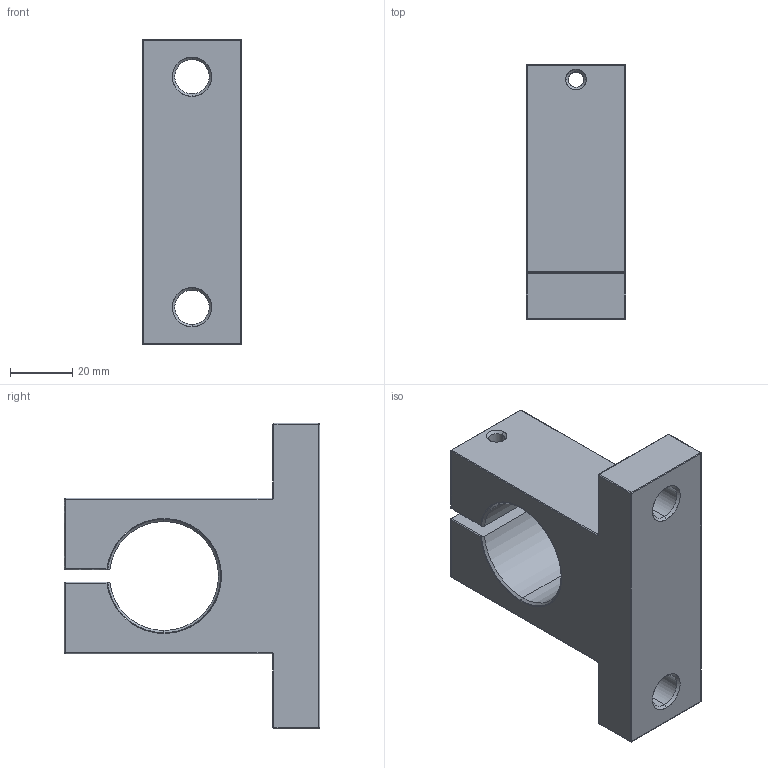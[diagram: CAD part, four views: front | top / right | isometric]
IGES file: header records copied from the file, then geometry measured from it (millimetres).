
Start section: SolidWorks IGES file using analytic representation for surfaces
Global section: file name: Îïîðà ñòîéêà SK-35 (SH-35).IGS; native system: SolidWorks 2019; preprocessor: SolidWorks 2019; author: Êîíñòðóêòîð; date: 190523.130048; units: millimetre
Bounding box: 32 x 82 x 98 mm (x, y, z)
Surface area: 24352.3 mm2 (no closed solid volume)
Topology: 0 solids, 0 shells, 97 faces, 1128 edges, 1333 vertices
Faces by surface type: revolution 73, bspline 24
